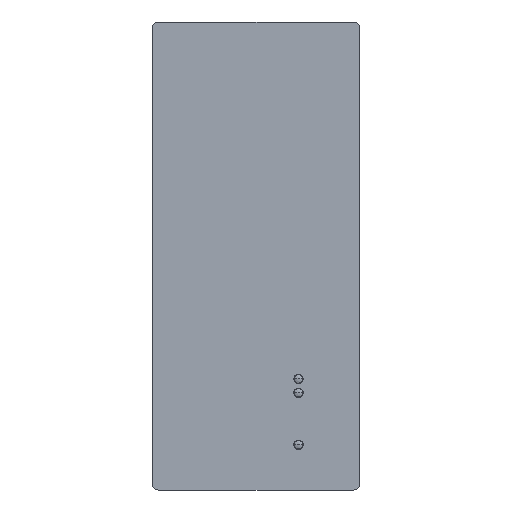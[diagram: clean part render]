
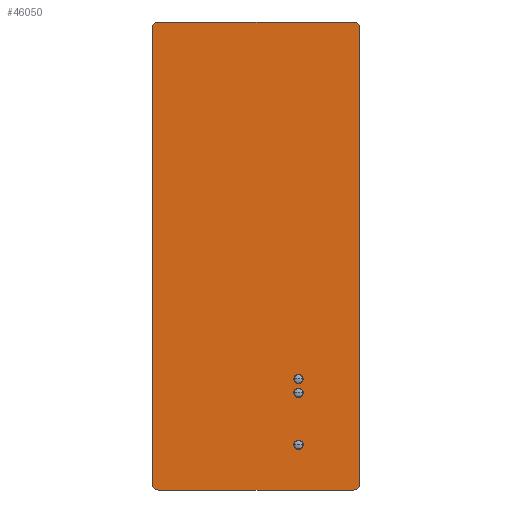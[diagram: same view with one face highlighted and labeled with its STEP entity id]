
A CAD part, front view. The second image highlights one B-rep face of the part: STEP entity #46050.
In plain terms, the highlighted planar face has unit normal (0, -1, 0).
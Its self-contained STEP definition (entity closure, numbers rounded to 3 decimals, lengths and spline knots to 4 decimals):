
#759=FACE_BOUND('',#6415,.T.);
#760=FACE_BOUND('',#6416,.T.);
#761=FACE_BOUND('',#6417,.T.);
#1849=CIRCLE('',#48982,0.093);
#1850=CIRCLE('',#48983,0.093);
#1851=CIRCLE('',#48984,0.093);
#1852=CIRCLE('',#48985,0.093);
#1853=CIRCLE('',#48986,0.0675);
#1854=CIRCLE('',#48987,0.0675);
#1855=CIRCLE('',#48988,0.0675);
#4118=FACE_OUTER_BOUND('',#6414,.T.);
#6414=EDGE_LOOP('',(#34628,#34629,#34630,#34631,#34632,#34633,#34634,#34635));
#6415=EDGE_LOOP('',(#34636));
#6416=EDGE_LOOP('',(#34637));
#6417=EDGE_LOOP('',(#34638));
#9998=LINE('',#74436,#15087);
#9999=LINE('',#74440,#15088);
#10000=LINE('',#74444,#15089);
#10001=LINE('',#74447,#15090);
#15087=VECTOR('',#56298,0.3937);
#15088=VECTOR('',#56301,0.3937);
#15089=VECTOR('',#56304,0.3937);
#15090=VECTOR('',#56307,0.3937);
#19880=VERTEX_POINT('',#74432);
#19881=VERTEX_POINT('',#74433);
#19882=VERTEX_POINT('',#74435);
#19883=VERTEX_POINT('',#74437);
#19884=VERTEX_POINT('',#74439);
#19885=VERTEX_POINT('',#74441);
#19886=VERTEX_POINT('',#74443);
#19887=VERTEX_POINT('',#74445);
#19888=VERTEX_POINT('',#74448);
#19889=VERTEX_POINT('',#74450);
#19890=VERTEX_POINT('',#74452);
#25283=EDGE_CURVE('',#19880,#19881,#1849,.T.);
#25284=EDGE_CURVE('',#19882,#19880,#9998,.T.);
#25285=EDGE_CURVE('',#19883,#19882,#1850,.T.);
#25286=EDGE_CURVE('',#19884,#19883,#9999,.T.);
#25287=EDGE_CURVE('',#19885,#19884,#1851,.T.);
#25288=EDGE_CURVE('',#19886,#19885,#10000,.T.);
#25289=EDGE_CURVE('',#19887,#19886,#1852,.T.);
#25290=EDGE_CURVE('',#19881,#19887,#10001,.T.);
#25291=EDGE_CURVE('',#19888,#19888,#1853,.T.);
#25292=EDGE_CURVE('',#19889,#19889,#1854,.T.);
#25293=EDGE_CURVE('',#19890,#19890,#1855,.T.);
#34628=ORIENTED_EDGE('',*,*,#25283,.F.);
#34629=ORIENTED_EDGE('',*,*,#25284,.F.);
#34630=ORIENTED_EDGE('',*,*,#25285,.F.);
#34631=ORIENTED_EDGE('',*,*,#25286,.F.);
#34632=ORIENTED_EDGE('',*,*,#25287,.F.);
#34633=ORIENTED_EDGE('',*,*,#25288,.F.);
#34634=ORIENTED_EDGE('',*,*,#25289,.F.);
#34635=ORIENTED_EDGE('',*,*,#25290,.F.);
#34636=ORIENTED_EDGE('',*,*,#25291,.T.);
#34637=ORIENTED_EDGE('',*,*,#25292,.T.);
#34638=ORIENTED_EDGE('',*,*,#25293,.T.);
#42029=PLANE('',#48981);
#46050=ADVANCED_FACE('',(#4118,#759,#760,#761),#42029,.T.);
#48981=AXIS2_PLACEMENT_3D('',#74431,#56294,#56295);
#48982=AXIS2_PLACEMENT_3D('',#74434,#56296,#56297);
#48983=AXIS2_PLACEMENT_3D('',#74438,#56299,#56300);
#48984=AXIS2_PLACEMENT_3D('',#74442,#56302,#56303);
#48985=AXIS2_PLACEMENT_3D('',#74446,#56305,#56306);
#48986=AXIS2_PLACEMENT_3D('',#74449,#56308,#56309);
#48987=AXIS2_PLACEMENT_3D('',#74451,#56310,#56311);
#48988=AXIS2_PLACEMENT_3D('',#74453,#56312,#56313);
#56294=DIRECTION('center_axis',(0.,-1.,0.));
#56295=DIRECTION('ref_axis',(1.,0.,0.));
#56296=DIRECTION('center_axis',(0.,1.,0.));
#56297=DIRECTION('ref_axis',(0.,0.,-1.));
#56298=DIRECTION('',(-1.,0.,0.));
#56299=DIRECTION('center_axis',(0.,1.,0.));
#56300=DIRECTION('ref_axis',(1.,0.,0.));
#56301=DIRECTION('',(0.,0.,-1.));
#56302=DIRECTION('center_axis',(0.,1.,0.));
#56303=DIRECTION('ref_axis',(0.,0.,1.));
#56304=DIRECTION('',(1.,0.,0.));
#56305=DIRECTION('center_axis',(0.,1.,0.));
#56306=DIRECTION('ref_axis',(-1.,0.,0.));
#56307=DIRECTION('',(0.,0.,1.));
#56308=DIRECTION('center_axis',(0.,1.,0.));
#56309=DIRECTION('ref_axis',(1.,0.,0.));
#56310=DIRECTION('center_axis',(0.,1.,0.));
#56311=DIRECTION('ref_axis',(1.,0.,0.));
#56312=DIRECTION('center_axis',(0.,1.,0.));
#56313=DIRECTION('ref_axis',(1.,0.,0.));
#74431=CARTESIAN_POINT('Origin',(0.,0.,0.8078));
#74432=CARTESIAN_POINT('',(-1.407,0.,-3.3775));
#74433=CARTESIAN_POINT('',(-1.5,0.,-3.2845));
#74434=CARTESIAN_POINT('Origin',(-1.407,0.,-3.2845));
#74435=CARTESIAN_POINT('',(1.407,0.,-3.3775));
#74436=CARTESIAN_POINT('',(1.407,0.,-3.3775));
#74437=CARTESIAN_POINT('',(1.5,0.,-3.2845));
#74438=CARTESIAN_POINT('Origin',(1.407,0.,-3.2845));
#74439=CARTESIAN_POINT('',(1.5,0.,3.2845));
#74440=CARTESIAN_POINT('',(1.5,0.,3.2845));
#74441=CARTESIAN_POINT('',(1.407,0.,3.3775));
#74442=CARTESIAN_POINT('Origin',(1.407,0.,3.2845));
#74443=CARTESIAN_POINT('',(-1.407,0.,3.3775));
#74444=CARTESIAN_POINT('',(-1.407,0.,3.3775));
#74445=CARTESIAN_POINT('',(-1.5,0.,3.2845));
#74446=CARTESIAN_POINT('Origin',(-1.407,0.,3.2845));
#74447=CARTESIAN_POINT('',(-1.5,0.,-3.2845));
#74448=CARTESIAN_POINT('',(0.5445,0.,-1.7739));
#74449=CARTESIAN_POINT('Origin',(0.612,0.,-1.7739));
#74450=CARTESIAN_POINT('',(0.546,0.,-2.7236));
#74451=CARTESIAN_POINT('Origin',(0.6135,0.,-2.7236));
#74452=CARTESIAN_POINT('',(0.5445,0.,-1.9735));
#74453=CARTESIAN_POINT('Origin',(0.612,0.,-1.9735));
